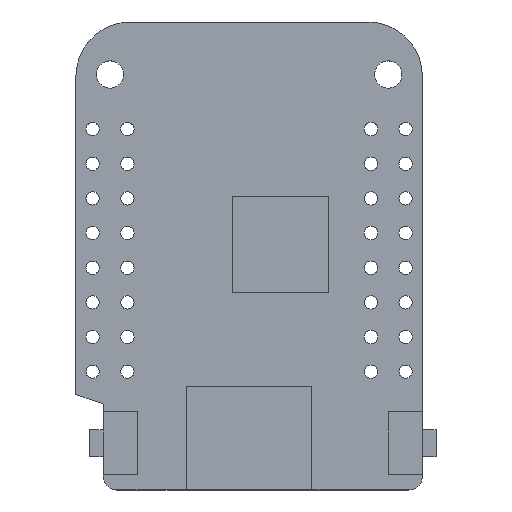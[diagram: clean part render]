
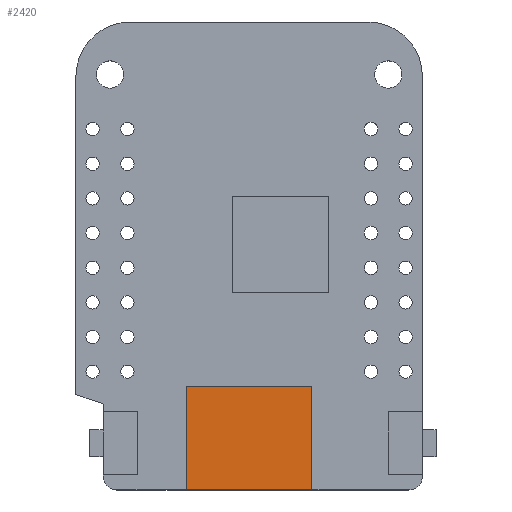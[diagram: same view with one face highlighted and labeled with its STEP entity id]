
A CAD part, top view. The second image highlights one B-rep face of the part: STEP entity #2420.
In plain terms, the highlighted planar face has unit normal (0, 0, 1).
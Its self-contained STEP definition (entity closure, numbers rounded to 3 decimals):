
#2014 = VERTEX_POINT('',#2015);
#2015 = CARTESIAN_POINT('',(4.6,-9.6,4.07));
#2021 = EDGE_CURVE('',#2014,#2022,#2024,.T.);
#2022 = VERTEX_POINT('',#2023);
#2023 = CARTESIAN_POINT('',(4.6,-17.15,4.07));
#2024 = LINE('',#2025,#2026);
#2025 = CARTESIAN_POINT('',(4.6,-9.6,4.07));
#2026 = VECTOR('',#2027,1.);
#2027 = DIRECTION('',(0.,-1.,0.));
#2069 = VERTEX_POINT('',#2070);
#2070 = CARTESIAN_POINT('',(-4.6,-9.6,4.07));
#2076 = EDGE_CURVE('',#2069,#2014,#2077,.T.);
#2077 = LINE('',#2078,#2079);
#2078 = CARTESIAN_POINT('',(-4.6,-9.6,4.07));
#2079 = VECTOR('',#2080,1.);
#2080 = DIRECTION('',(1.,0.,0.));
#2117 = VERTEX_POINT('',#2118);
#2118 = CARTESIAN_POINT('',(-4.6,-17.15,4.07));
#2124 = EDGE_CURVE('',#2117,#2069,#2125,.T.);
#2125 = LINE('',#2126,#2127);
#2126 = CARTESIAN_POINT('',(-4.6,-17.15,4.07));
#2127 = VECTOR('',#2128,1.);
#2128 = DIRECTION('',(0.,1.,0.));
#2396 = EDGE_CURVE('',#2022,#2117,#2397,.T.);
#2397 = LINE('',#2398,#2399);
#2398 = CARTESIAN_POINT('',(4.6,-17.15,4.07));
#2399 = VECTOR('',#2400,1.);
#2400 = DIRECTION('',(-1.,0.,0.));
#2420 = ADVANCED_FACE('',(#2421),#2427,.T.);
#2421 = FACE_BOUND('',#2422,.F.);
#2422 = EDGE_LOOP('',(#2423,#2424,#2425,#2426));
#2423 = ORIENTED_EDGE('',*,*,#2076,.T.);
#2424 = ORIENTED_EDGE('',*,*,#2021,.T.);
#2425 = ORIENTED_EDGE('',*,*,#2396,.T.);
#2426 = ORIENTED_EDGE('',*,*,#2124,.T.);
#2427 = PLANE('',#2428);
#2428 = AXIS2_PLACEMENT_3D('',#2429,#2430,#2431);
#2429 = CARTESIAN_POINT('',(0.,-13.375,4.07));
#2430 = DIRECTION('',(0.,0.,1.));
#2431 = DIRECTION('',(1.,0.,0.));
